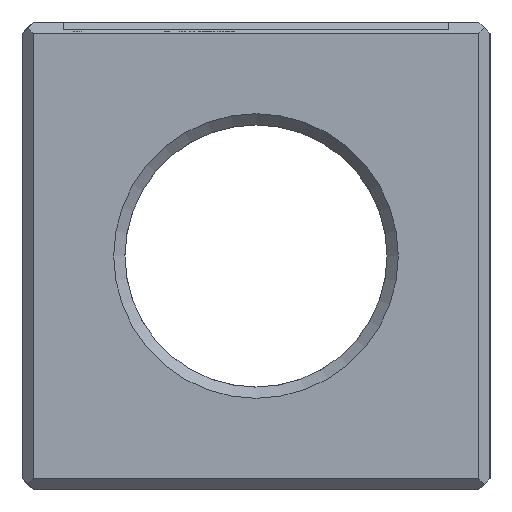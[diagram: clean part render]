
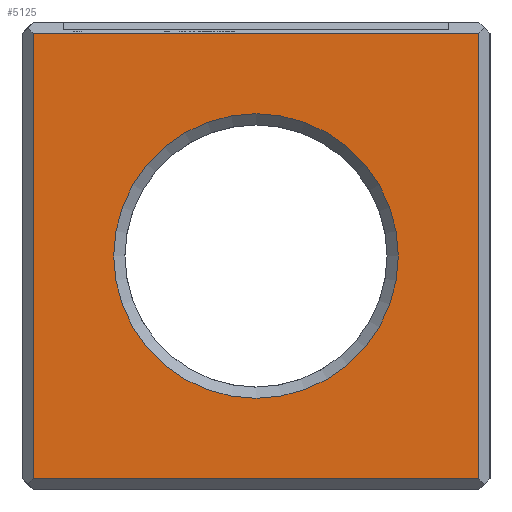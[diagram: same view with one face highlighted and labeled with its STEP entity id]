
A CAD part, left-side view. The second image highlights one B-rep face of the part: STEP entity #5125.
In plain terms, the highlighted planar face has unit normal (-1, 0, 0).
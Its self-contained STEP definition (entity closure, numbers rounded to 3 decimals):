
#72 = PLANE('',#73);
#73 = AXIS2_PLACEMENT_3D('',#74,#75,#76);
#74 = CARTESIAN_POINT('',(0.,0.,0.3));
#75 = DIRECTION('',(-0.707,0.,-0.707)
  );
#76 = DIRECTION('',(0.707,0.,-0.707));
#1097 = PLANE('',#1098);
#1098 = AXIS2_PLACEMENT_3D('',#1099,#1100,#1101);
#1099 = CARTESIAN_POINT('',(0.3,12.5,0.));
#1100 = DIRECTION('',(0.707,-0.707,0.));
#1101 = DIRECTION('',(-0.707,-0.707,0.));
#1328 = PLANE('',#1329);
#1329 = AXIS2_PLACEMENT_3D('',#1330,#1331,#1332);
#1330 = CARTESIAN_POINT('',(0.3,0.,0.));
#1331 = DIRECTION('',(-0.707,-0.707,0.));
#1332 = DIRECTION('',(-0.707,0.707,0.));
#1396 = VERTEX_POINT('',#1397);
#1397 = CARTESIAN_POINT('',(0.,0.3,0.3));
#1418 = EDGE_CURVE('',#1396,#1419,#1421,.T.);
#1419 = VERTEX_POINT('',#1420);
#1420 = CARTESIAN_POINT('',(0.,12.2,0.3));
#1421 = SURFACE_CURVE('',#1422,(#1426,#1433),.PCURVE_S1.);
#1422 = LINE('',#1423,#1424);
#1423 = CARTESIAN_POINT('',(0.,0.,0.3));
#1424 = VECTOR('',#1425,1.);
#1425 = DIRECTION('',(0.,1.,0.));
#1426 = PCURVE('',#72,#1427);
#1427 = DEFINITIONAL_REPRESENTATION('',(#1428),#1432);
#1428 = LINE('',#1429,#1430);
#1429 = CARTESIAN_POINT('',(0.,0.));
#1430 = VECTOR('',#1431,1.);
#1431 = DIRECTION('',(0.,-1.));
#1432 = ( GEOMETRIC_REPRESENTATION_CONTEXT(2) 
PARAMETRIC_REPRESENTATION_CONTEXT() REPRESENTATION_CONTEXT('2D SPACE',''
  ) );
#1433 = PCURVE('',#1434,#1439);
#1434 = PLANE('',#1435);
#1435 = AXIS2_PLACEMENT_3D('',#1436,#1437,#1438);
#1436 = CARTESIAN_POINT('',(0.,12.5,0.));
#1437 = DIRECTION('',(1.,0.,0.));
#1438 = DIRECTION('',(0.,-1.,0.));
#1439 = DEFINITIONAL_REPRESENTATION('',(#1440),#1444);
#1440 = LINE('',#1441,#1442);
#1441 = CARTESIAN_POINT('',(12.5,-0.3));
#1442 = VECTOR('',#1443,1.);
#1443 = DIRECTION('',(-1.,0.));
#1444 = ( GEOMETRIC_REPRESENTATION_CONTEXT(2) 
PARAMETRIC_REPRESENTATION_CONTEXT() REPRESENTATION_CONTEXT('2D SPACE',''
  ) );
#3887 = VERTEX_POINT('',#3888);
#3888 = CARTESIAN_POINT('',(0.,12.2,12.2));
#3902 = PLANE('',#3903);
#3903 = AXIS2_PLACEMENT_3D('',#3904,#3905,#3906);
#3904 = CARTESIAN_POINT('',(0.3,0.,12.5));
#3905 = DIRECTION('',(-0.707,0.,0.707
    ));
#3906 = DIRECTION('',(-0.707,0.,-0.707
    ));
#3914 = EDGE_CURVE('',#1419,#3887,#3915,.T.);
#3915 = SURFACE_CURVE('',#3916,(#3920,#3927),.PCURVE_S1.);
#3916 = LINE('',#3917,#3918);
#3917 = CARTESIAN_POINT('',(0.,12.2,0.));
#3918 = VECTOR('',#3919,1.);
#3919 = DIRECTION('',(0.,0.,1.));
#3920 = PCURVE('',#1097,#3921);
#3921 = DEFINITIONAL_REPRESENTATION('',(#3922),#3926);
#3922 = LINE('',#3923,#3924);
#3923 = CARTESIAN_POINT('',(0.424,0.));
#3924 = VECTOR('',#3925,1.);
#3925 = DIRECTION('',(0.,-1.));
#3926 = ( GEOMETRIC_REPRESENTATION_CONTEXT(2) 
PARAMETRIC_REPRESENTATION_CONTEXT() REPRESENTATION_CONTEXT('2D SPACE',''
  ) );
#3927 = PCURVE('',#1434,#3928);
#3928 = DEFINITIONAL_REPRESENTATION('',(#3929),#3933);
#3929 = LINE('',#3930,#3931);
#3930 = CARTESIAN_POINT('',(0.3,0.));
#3931 = VECTOR('',#3932,1.);
#3932 = DIRECTION('',(0.,-1.));
#3933 = ( GEOMETRIC_REPRESENTATION_CONTEXT(2) 
PARAMETRIC_REPRESENTATION_CONTEXT() REPRESENTATION_CONTEXT('2D SPACE',''
  ) );
#5082 = VERTEX_POINT('',#5083);
#5083 = CARTESIAN_POINT('',(0.,0.3,12.2));
#5104 = EDGE_CURVE('',#1396,#5082,#5105,.T.);
#5105 = SURFACE_CURVE('',#5106,(#5110,#5117),.PCURVE_S1.);
#5106 = LINE('',#5107,#5108);
#5107 = CARTESIAN_POINT('',(0.,0.3,0.));
#5108 = VECTOR('',#5109,1.);
#5109 = DIRECTION('',(0.,0.,1.));
#5110 = PCURVE('',#1328,#5111);
#5111 = DEFINITIONAL_REPRESENTATION('',(#5112),#5116);
#5112 = LINE('',#5113,#5114);
#5113 = CARTESIAN_POINT('',(0.424,0.));
#5114 = VECTOR('',#5115,1.);
#5115 = DIRECTION('',(0.,-1.));
#5116 = ( GEOMETRIC_REPRESENTATION_CONTEXT(2) 
PARAMETRIC_REPRESENTATION_CONTEXT() REPRESENTATION_CONTEXT('2D SPACE',''
  ) );
#5117 = PCURVE('',#1434,#5118);
#5118 = DEFINITIONAL_REPRESENTATION('',(#5119),#5123);
#5119 = LINE('',#5120,#5121);
#5120 = CARTESIAN_POINT('',(12.2,0.));
#5121 = VECTOR('',#5122,1.);
#5122 = DIRECTION('',(0.,-1.));
#5123 = ( GEOMETRIC_REPRESENTATION_CONTEXT(2) 
PARAMETRIC_REPRESENTATION_CONTEXT() REPRESENTATION_CONTEXT('2D SPACE',''
  ) );
#5125 = ADVANCED_FACE('',(#5126,#5152),#1434,.F.);
#5126 = FACE_BOUND('',#5127,.F.);
#5127 = EDGE_LOOP('',(#5128,#5129,#5130,#5131));
#5128 = ORIENTED_EDGE('',*,*,#5104,.F.);
#5129 = ORIENTED_EDGE('',*,*,#1418,.T.);
#5130 = ORIENTED_EDGE('',*,*,#3914,.T.);
#5131 = ORIENTED_EDGE('',*,*,#5132,.F.);
#5132 = EDGE_CURVE('',#5082,#3887,#5133,.T.);
#5133 = SURFACE_CURVE('',#5134,(#5138,#5145),.PCURVE_S1.);
#5134 = LINE('',#5135,#5136);
#5135 = CARTESIAN_POINT('',(0.,0.,12.2));
#5136 = VECTOR('',#5137,1.);
#5137 = DIRECTION('',(0.,1.,0.));
#5138 = PCURVE('',#1434,#5139);
#5139 = DEFINITIONAL_REPRESENTATION('',(#5140),#5144);
#5140 = LINE('',#5141,#5142);
#5141 = CARTESIAN_POINT('',(12.5,-12.2));
#5142 = VECTOR('',#5143,1.);
#5143 = DIRECTION('',(-1.,0.));
#5144 = ( GEOMETRIC_REPRESENTATION_CONTEXT(2) 
PARAMETRIC_REPRESENTATION_CONTEXT() REPRESENTATION_CONTEXT('2D SPACE',''
  ) );
#5145 = PCURVE('',#3902,#5146);
#5146 = DEFINITIONAL_REPRESENTATION('',(#5147),#5151);
#5147 = LINE('',#5148,#5149);
#5148 = CARTESIAN_POINT('',(0.424,0.));
#5149 = VECTOR('',#5150,1.);
#5150 = DIRECTION('',(0.,-1.));
#5151 = ( GEOMETRIC_REPRESENTATION_CONTEXT(2) 
PARAMETRIC_REPRESENTATION_CONTEXT() REPRESENTATION_CONTEXT('2D SPACE',''
  ) );
#5152 = FACE_BOUND('',#5153,.F.);
#5153 = EDGE_LOOP('',(#5154));
#5154 = ORIENTED_EDGE('',*,*,#5155,.T.);
#5155 = EDGE_CURVE('',#5156,#5156,#5158,.T.);
#5156 = VERTEX_POINT('',#5157);
#5157 = CARTESIAN_POINT('',(0.,2.45,6.25));
#5158 = SURFACE_CURVE('',#5159,(#5164,#5175),.PCURVE_S1.);
#5159 = CIRCLE('',#5160,3.8);
#5160 = AXIS2_PLACEMENT_3D('',#5161,#5162,#5163);
#5161 = CARTESIAN_POINT('',(0.,6.25,6.25));
#5162 = DIRECTION('',(-1.,0.,0.));
#5163 = DIRECTION('',(0.,-1.,0.));
#5164 = PCURVE('',#1434,#5165);
#5165 = DEFINITIONAL_REPRESENTATION('',(#5166),#5174);
#5166 = ( BOUNDED_CURVE() B_SPLINE_CURVE(2,(#5167,#5168,#5169,#5170,
#5171,#5172,#5173),.UNSPECIFIED.,.T.,.F.) B_SPLINE_CURVE_WITH_KNOTS((1,2
    ,2,2,2,1),(-2.094,0.,2.094,4.189,
6.283,8.378),.UNSPECIFIED.) CURVE() 
GEOMETRIC_REPRESENTATION_ITEM() RATIONAL_B_SPLINE_CURVE((1.,0.5,1.,0.5,
1.,0.5,1.)) REPRESENTATION_ITEM('') );
#5167 = CARTESIAN_POINT('',(10.05,-6.25));
#5168 = CARTESIAN_POINT('',(10.05,-12.832));
#5169 = CARTESIAN_POINT('',(4.35,-9.541));
#5170 = CARTESIAN_POINT('',(-1.35,-6.25));
#5171 = CARTESIAN_POINT('',(4.35,-2.959));
#5172 = CARTESIAN_POINT('',(10.05,0.332));
#5173 = CARTESIAN_POINT('',(10.05,-6.25));
#5174 = ( GEOMETRIC_REPRESENTATION_CONTEXT(2) 
PARAMETRIC_REPRESENTATION_CONTEXT() REPRESENTATION_CONTEXT('2D SPACE',''
  ) );
#5175 = PCURVE('',#5176,#5181);
#5176 = CONICAL_SURFACE('',#5177,3.5,0.785);
#5177 = AXIS2_PLACEMENT_3D('',#5178,#5179,#5180);
#5178 = CARTESIAN_POINT('',(0.3,6.25,6.25));
#5179 = DIRECTION('',(-1.,-0.,-0.));
#5180 = DIRECTION('',(0.,-1.,0.));
#5181 = DEFINITIONAL_REPRESENTATION('',(#5182),#5186);
#5182 = LINE('',#5183,#5184);
#5183 = CARTESIAN_POINT('',(0.,0.3));
#5184 = VECTOR('',#5185,1.);
#5185 = DIRECTION('',(1.,0.));
#5186 = ( GEOMETRIC_REPRESENTATION_CONTEXT(2) 
PARAMETRIC_REPRESENTATION_CONTEXT() REPRESENTATION_CONTEXT('2D SPACE',''
  ) );
